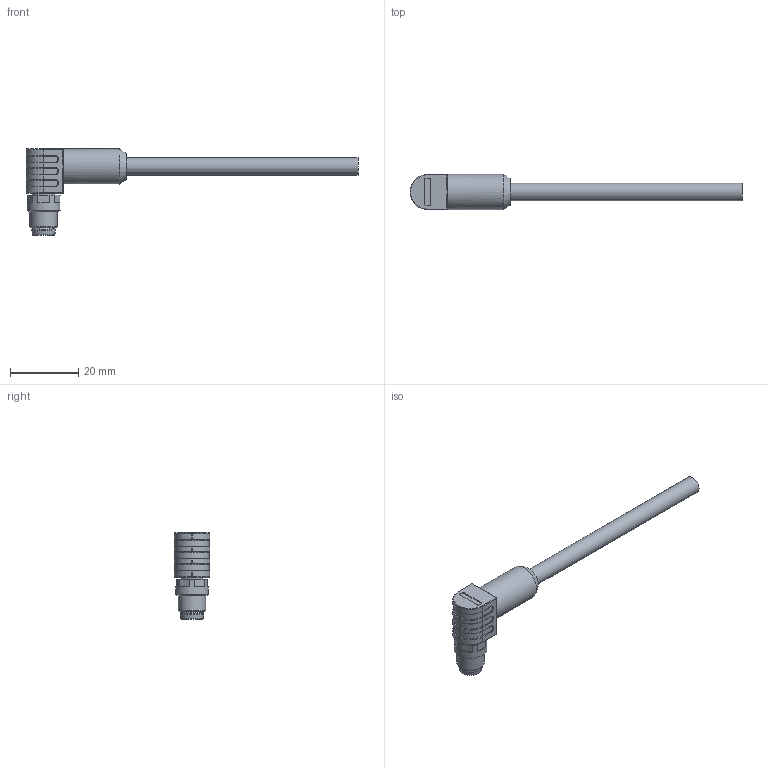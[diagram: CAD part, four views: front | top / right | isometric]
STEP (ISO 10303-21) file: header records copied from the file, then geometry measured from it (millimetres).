
FILE_DESCRIPTION(/* description */ (''),/* implementation_level */ '2;1');
FILE_NAME(/* name */ 'AL-SWSPS8-m_S370.stp',/* time_stamp */ '2023-05-30T11:29:40+02:00',/* author */ ('ESCHA GmbH & Co. KG'),/* organization */ ('ESCHA GmbH & Co. KG'),/* preprocessor_version */ 'ST-DEVELOPER v16',/* originating_system */ 'SIEMENS PLM Software NX 10.0',/* authorisation */ '');
FILE_SCHEMA (('AUTOMOTIVE_DESIGN { 1 0 10303 214 3 1 1 1 }'));
Length unit declared in the file: millimetre
Products named in the file (1): 5029901__Umspritzung_part_320636
Bounding box: 97.05 x 10.3 x 25.2 mm (x, y, z)
Volume: 4702.9 mm3; surface area: 2904.1 mm2
Topology: 1 solids, 2 shells, 251 faces, 595 edges, 352 vertices
Faces by surface type: cylinder 89, plane 64, torus 51, bspline 24, cone 19, sphere 4
Full cylindrical faces by diameter (mm): 0.6 x8, 2 x1, 5.1 x1, 5.8 x1, 6.5 x2, 6.9 x1, 8 x1, 9.6 x1, 10.3 x1
Entity records: 7088 total; most frequent: CARTESIAN_POINT 1711, DIRECTION 1226, ORIENTED_EDGE 1016, AXIS2_PLACEMENT_3D 529, EDGE_CURVE 508, VERTEX_POINT 318, CIRCLE 301, EDGE_LOOP 300
